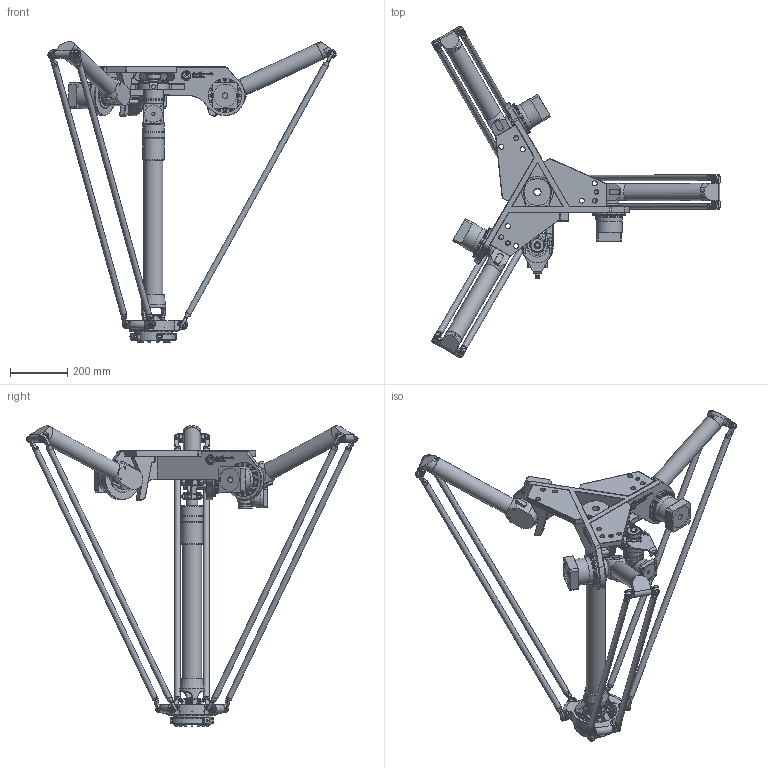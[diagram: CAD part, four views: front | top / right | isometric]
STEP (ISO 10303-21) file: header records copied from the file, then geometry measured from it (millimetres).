
FILE_DESCRIPTION(/* description */ (''),/* implementation_level */ '2;1');
FILE_NAME(/* name */ '3D-model_A_00053-ATS.stp',/* time_stamp */ '2022-02-12T09:25:53+01:00',/* author */ ('michael.schutter'),/* organization */ ('Majatronic'),/* preprocessor_version */ 'ST-DEVELOPER v16.5',/* originating_system */ 'Autodesk Inventor 2017',/* authorisation */ '');
FILE_SCHEMA (('AUTOMOTIVE_DESIGN { 1 0 10303 214 3 1 1 }'));
Length unit declared in the file: millimetre
Products named in the file (15): MT_BGR00020075MT_BGR; MT_WST00060421MT_WST; MT_WST00058144MT_WST; MT_WST00058086MT_WST; MT_WST00031699MT_WST; MT_WST00058088MT_WST; MT_WST00106842; MT_WST00058142MT_WST; MT_WST00058143MT_WST; MT_WST00063422MT_WST; MT_WST00058878MT_WST; MT_WST00058879MT_WST; MT_WST00046397MT_WST; MT_WST00060428MT_WST; MT_WST00058598MT_WST
Assembly tree (31 placements, depth 2):
  MT_BGR00020075MT_BGR
    MT_WST00060421MT_WST
    MT_WST00058144MT_WST  x3
    MT_WST00031699MT_WST  x6
    MT_WST00058086MT_WST  x6
    MT_WST00058088MT_WST
    MT_WST00106842  x2
    MT_WST00058142MT_WST
    MT_WST00058143MT_WST
    MT_WST00063422MT_WST
    MT_WST00058878MT_WST  x2
    MT_WST00058879MT_WST  x2
    MT_WST00046397MT_WST  x3
    MT_WST00060428MT_WST
    MT_WST00058598MT_WST
Bounding box: 1006.03 x 1158.52 x 1049.31 mm (x, y, z)
Volume: 17331090.5 mm3; surface area: 2350628.3 mm2
Topology: 32 solids, 47 shells, 3759 faces, 8809 edges, 5518 vertices
Faces by surface type: plane 2030, cylinder 1084, cone 380, torus 151, bspline 104, sphere 10
Full cylindrical faces by diameter (mm): 3 x2, 3.459 x12, 3.5 x2, 4 x1, 4.134 x4, 4.917 x11, 5 x8, 6 x9, 6.5 x4, 7 x12, 8 x39, 8.5 x96, 10 x12, 10.1 x2, 11 x1, 11.4 x1, 11.45 x6, 12 x26, 13 x1, 15 x2, 15.4 x3, 16 x33, 17.5 x9, 18 x32, 19 x9, 20 x26, 23.9 x1, 24 x1, 25 x5, 26 x1
Entity records: 80900 total; most frequent: CARTESIAN_POINT 23172, DIRECTION 11830, ORIENTED_EDGE 10880, EDGE_CURVE 5440, AXIS2_PLACEMENT_3D 4356, VERTEX_POINT 3664, EDGE_LOOP 3304, LINE 3118
